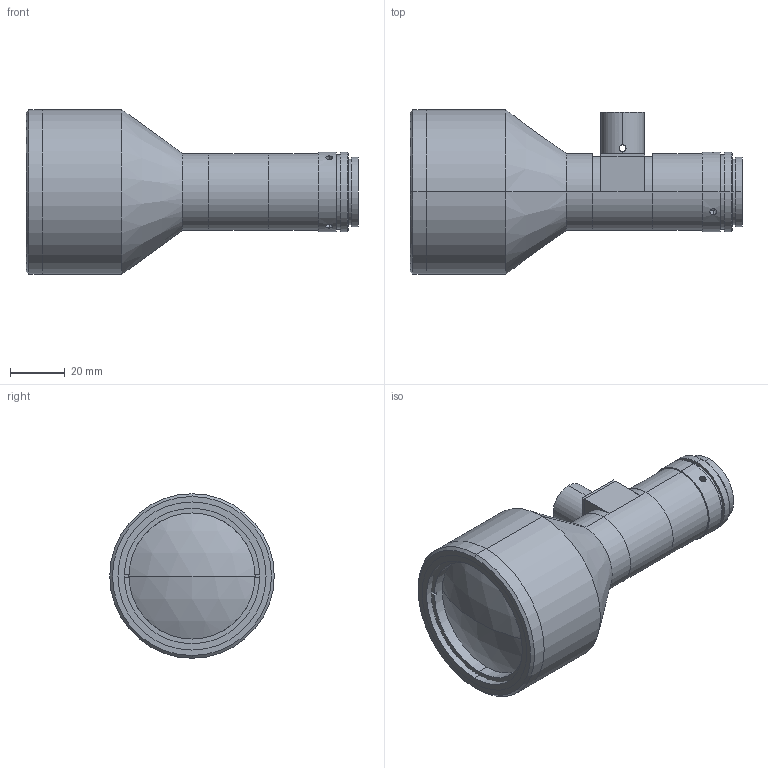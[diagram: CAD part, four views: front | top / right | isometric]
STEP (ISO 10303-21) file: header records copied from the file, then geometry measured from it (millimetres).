
FILE_DESCRIPTION (( 'STEP AP203' ), '1' );
FILE_NAME ('XF-5MDT0.3X110BD-蚾饜极-20151125V5.STEP', '2016-02-23T02:52:37', ( 'cherishsunshine' ), ( '' ), 'SwSTEP 2.0', 'SolidWorks 2014', '' );
FILE_SCHEMA (( 'CONFIG_CONTROL_DESIGN' ));
Length unit declared in the file: millimetre
Products named in the file (1): XF-5MDT0.3X110BD-蚾饜极-20151125V5
Bounding box: 121.09 x 60 x 60 mm (x, y, z)
Surface area: 27150.9 mm2 (no closed solid volume)
Topology: 0 solids, 11 shells, 113 faces, 294 edges, 195 vertices
Faces by surface type: cylinder 69, plane 36, cone 6, sphere 2
Entity records: 3919 total; most frequent: CARTESIAN_POINT 991, DIRECTION 652, ORIENTED_EDGE 508, EDGE_CURVE 294, AXIS2_PLACEMENT_3D 264, VERTEX_POINT 195, CIRCLE 150, EDGE_LOOP 140
